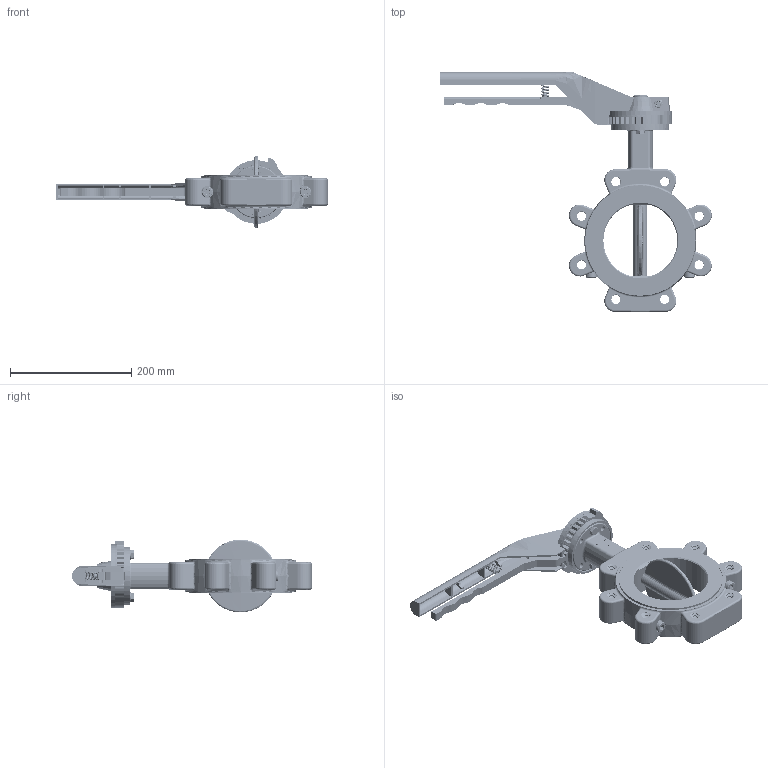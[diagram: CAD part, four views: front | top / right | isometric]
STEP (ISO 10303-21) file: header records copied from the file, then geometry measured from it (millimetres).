
FILE_DESCRIPTION (( 'STEP AP214' ), '1' );
FILE_NAME ('AK131-DN125-PN-10-16-Handhebel-Fergo.STEP', '2022-09-29T11:26:51', ( '' ), ( '' ), 'SwSTEP 2.0', 'SolidWorks 2022', '' );
FILE_SCHEMA (( 'AUTOMOTIVE_DESIGN' ));
Length unit declared in the file: millimetre
Products named in the file (1): AK131-DN125-PN-10-16-Handhebel-Fergo
Bounding box: 447.78 x 395.8 x 120 mm (x, y, z)
Volume: 2202929.2 mm3; surface area: 452727.1 mm2
Topology: 19 solids, 19 shells, 2737 faces, 7409 edges, 4784 vertices
Faces by surface type: cylinder 1268, plane 861, bspline 303, cone 190, torus 98, sphere 17
Entity records: 189277 total; most frequent: CARTESIAN_POINT 99176, ORIENTED_EDGE 14782, DIRECTION 11329, EDGE_CURVE 7391, VERTEX_POINT 4782, AXIS2_PLACEMENT_3D 4085, VECTOR 3159, LINE 3159
